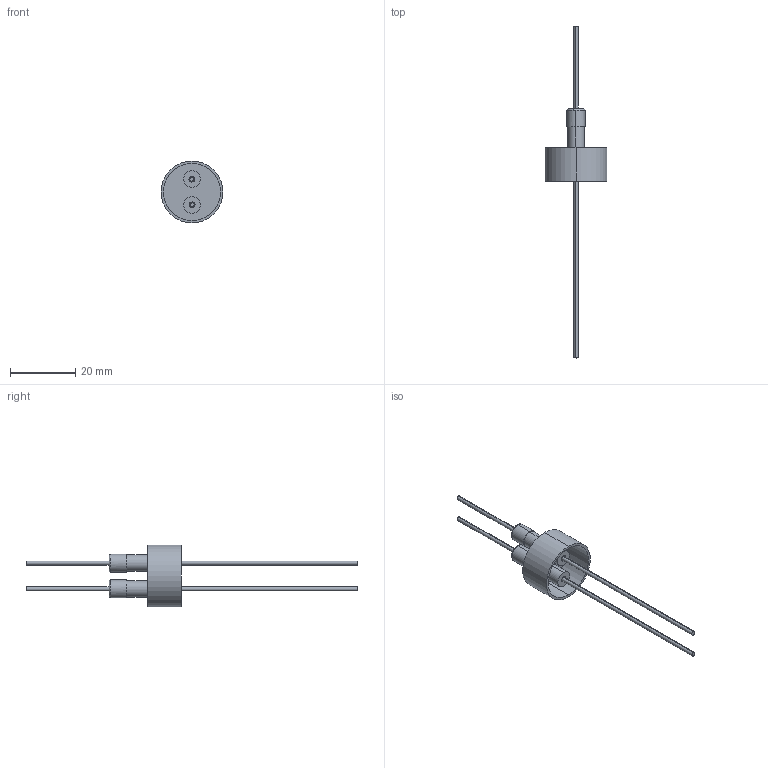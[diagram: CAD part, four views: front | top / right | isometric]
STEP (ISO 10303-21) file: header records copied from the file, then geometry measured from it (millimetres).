
FILE_DESCRIPTION (( 'STEP AP203' ), '1' );
FILE_NAME ('A0267-4-W.STEP', '2013-09-17T11:17:13', ( '' ), ( '' ), 'SwSTEP 2.0', 'SolidWorks 2012', '' );
FILE_SCHEMA (( 'CONFIG_CONTROL_DESIGN' ));
Length unit declared in the file: inch
Products named in the file (1): A0267-4-W
Bounding box: 18.97 x 101.6 x 18.97 mm (x, y, z)
Volume: 1660.7 mm3; surface area: 3399 mm2
Topology: 1 solids, 1 shells, 62 faces, 126 edges, 80 vertices
Faces by surface type: cylinder 34, plane 16, cone 8, bspline 4
Entity records: 1777 total; most frequent: CARTESIAN_POINT 341, DIRECTION 320, ORIENTED_EDGE 252, AXIS2_PLACEMENT_3D 139, EDGE_CURVE 126, CIRCLE 80, VERTEX_POINT 80, EDGE_LOOP 76
